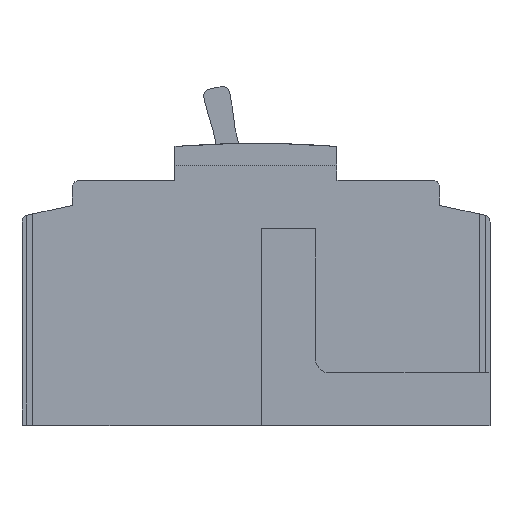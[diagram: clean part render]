
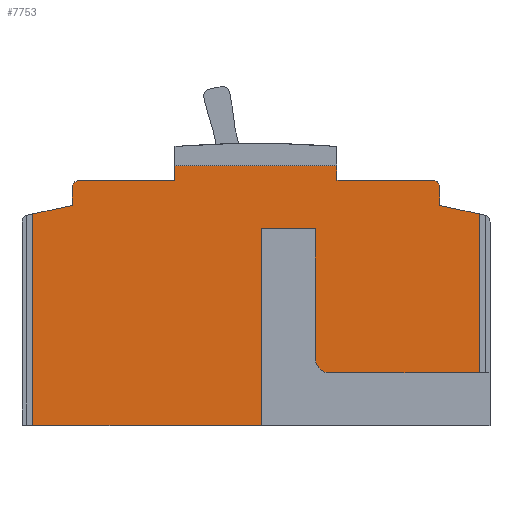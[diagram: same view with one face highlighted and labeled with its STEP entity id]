
A CAD part, top view. The second image highlights one B-rep face of the part: STEP entity #7753.
In plain terms, the highlighted planar face has unit normal (0, 0, 1).
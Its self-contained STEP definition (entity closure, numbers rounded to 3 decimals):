
#25=DIRECTION('',(1.,0.,0.));
#26=VECTOR('',#25,63.5);
#27=CARTESIAN_POINT('',(-62.,0.,37.5));
#28=LINE('',#27,#26);
#2421=DIRECTION('',(0.,1.,0.));
#2422=VECTOR('',#2421,5.);
#2423=CARTESIAN_POINT('',(51.,61.,37.5));
#2424=LINE('',#2423,#2422);
#2497=DIRECTION('',(0.,1.,0.));
#2498=VECTOR('',#2497,58.643);
#2499=CARTESIAN_POINT('',(-62.,0.,37.5));
#2500=LINE('',#2499,#2498);
#2501=DIRECTION('',(-0.978,-0.21,0.));
#2502=VECTOR('',#2501,11.25);
#2503=CARTESIAN_POINT('',(-51.,61.,37.5));
#2504=LINE('',#2503,#2502);
#2505=DIRECTION('',(0.,1.,0.));
#2506=VECTOR('',#2505,5.);
#2507=CARTESIAN_POINT('',(-51.,61.,37.5));
#2508=LINE('',#2507,#2506);
#2509=CARTESIAN_POINT('',(-49.,66.,37.5));
#2510=DIRECTION('',(0.,0.,1.));
#2511=DIRECTION('',(0.,1.,0.));
#2512=AXIS2_PLACEMENT_3D('',#2509,#2510,#2511);
#2514=DIRECTION('',(0.,1.,0.));
#2515=VECTOR('',#2514,4.);
#2516=CARTESIAN_POINT('',(-22.5,68.,37.5));
#2517=LINE('',#2516,#2515);
#2518=CARTESIAN_POINT('',(49.,66.,37.5));
#2519=DIRECTION('',(0.,0.,1.));
#2520=DIRECTION('',(1.,0.,0.));
#2521=AXIS2_PLACEMENT_3D('',#2518,#2519,#2520);
#2523=DIRECTION('',(-0.978,0.21,0.));
#2524=VECTOR('',#2523,11.25);
#2525=CARTESIAN_POINT('',(62.,58.643,37.5));
#2526=LINE('',#2525,#2524);
#2527=DIRECTION('',(0.,1.,0.));
#2528=VECTOR('',#2527,44.143);
#2529=CARTESIAN_POINT('',(62.,14.5,37.5));
#2530=LINE('',#2529,#2528);
#2531=DIRECTION('',(-1.,0.,0.));
#2532=VECTOR('',#2531,41.5);
#2533=CARTESIAN_POINT('',(62.,14.5,37.5));
#2534=LINE('',#2533,#2532);
#2535=CARTESIAN_POINT('',(20.5,18.5,37.5));
#2536=DIRECTION('',(0.,0.,1.));
#2537=DIRECTION('',(-1.,0.,0.));
#2538=AXIS2_PLACEMENT_3D('',#2535,#2536,#2537);
#2540=DIRECTION('',(0.,1.,0.));
#2541=VECTOR('',#2540,36.);
#2542=CARTESIAN_POINT('',(16.5,18.5,37.5));
#2543=LINE('',#2542,#2541);
#2544=DIRECTION('',(-1.,0.,0.));
#2545=VECTOR('',#2544,15.);
#2546=CARTESIAN_POINT('',(16.5,54.5,37.5));
#2547=LINE('',#2546,#2545);
#2548=DIRECTION('',(0.,1.,0.));
#2549=VECTOR('',#2548,54.5);
#2550=CARTESIAN_POINT('',(1.5,0.,37.5));
#2551=LINE('',#2550,#2549);
#2629=DIRECTION('',(1.,0.,0.));
#2630=VECTOR('',#2629,26.5);
#2631=CARTESIAN_POINT('',(-49.,68.,37.5));
#2632=LINE('',#2631,#2630);
#2725=DIRECTION('',(1.,0.,0.));
#2726=VECTOR('',#2725,26.5);
#2727=CARTESIAN_POINT('',(22.5,68.,37.5));
#2728=LINE('',#2727,#2726);
#2838=DIRECTION('',(1.,0.,0.));
#2839=VECTOR('',#2838,45.);
#2840=CARTESIAN_POINT('',(-22.5,72.,37.5));
#2841=LINE('',#2840,#2839);
#2957=DIRECTION('',(0.,1.,0.));
#2958=VECTOR('',#2957,4.);
#2959=CARTESIAN_POINT('',(22.5,68.,37.5));
#2960=LINE('',#2959,#2958);
#3861=CARTESIAN_POINT('',(-22.5,72.,37.5));
#3862=CARTESIAN_POINT('',(22.5,72.,37.5));
#3863=VERTEX_POINT('',#3861);
#3864=VERTEX_POINT('',#3862);
#3870=CARTESIAN_POINT('',(-22.5,68.,37.5));
#3872=VERTEX_POINT('',#3870);
#3873=CARTESIAN_POINT('',(22.5,68.,37.5));
#3874=VERTEX_POINT('',#3873);
#3913=CARTESIAN_POINT('',(51.,66.,37.5));
#3914=VERTEX_POINT('',#3913);
#3915=CARTESIAN_POINT('',(49.,68.,37.5));
#3916=VERTEX_POINT('',#3915);
#3917=CARTESIAN_POINT('',(-49.,68.,37.5));
#3918=CARTESIAN_POINT('',(-51.,66.,37.5));
#3919=VERTEX_POINT('',#3917);
#3920=VERTEX_POINT('',#3918);
#3925=CARTESIAN_POINT('',(-51.,61.,37.5));
#3926=VERTEX_POINT('',#3925);
#3927=CARTESIAN_POINT('',(51.,61.,37.5));
#3928=VERTEX_POINT('',#3927);
#4591=CARTESIAN_POINT('',(-62.,0.,37.5));
#4593=VERTEX_POINT('',#4591);
#4675=CARTESIAN_POINT('',(-62.,58.643,37.5));
#4676=VERTEX_POINT('',#4675);
#4677=CARTESIAN_POINT('',(62.,14.5,37.5));
#4678=CARTESIAN_POINT('',(62.,58.643,37.5));
#4679=VERTEX_POINT('',#4677);
#4680=VERTEX_POINT('',#4678);
#4835=CARTESIAN_POINT('',(1.5,0.,37.5));
#4836=VERTEX_POINT('',#4835);
#4837=CARTESIAN_POINT('',(16.5,18.5,37.5));
#4838=CARTESIAN_POINT('',(20.5,14.5,37.5));
#4839=VERTEX_POINT('',#4837);
#4840=VERTEX_POINT('',#4838);
#4841=CARTESIAN_POINT('',(16.5,54.5,37.5));
#4842=VERTEX_POINT('',#4841);
#4843=CARTESIAN_POINT('',(1.5,54.5,37.5));
#4844=VERTEX_POINT('',#4843);
#7713=CARTESIAN_POINT('',(-65.,0.,37.5));
#7714=DIRECTION('',(0.,0.,1.));
#7715=DIRECTION('',(1.,0.,0.));
#7716=AXIS2_PLACEMENT_3D('',#7713,#7714,#7715);
#7717=PLANE('',#7716);
#7718=ORIENTED_EDGE('',*,*,#5394,.T.);
#7719=ORIENTED_EDGE('',*,*,#5292,.F.);
#7721=ORIENTED_EDGE('',*,*,#7720,.T.);
#7723=ORIENTED_EDGE('',*,*,#7722,.F.);
#7725=ORIENTED_EDGE('',*,*,#7724,.T.);
#7727=ORIENTED_EDGE('',*,*,#7726,.T.);
#7729=ORIENTED_EDGE('',*,*,#7728,.T.);
#7731=ORIENTED_EDGE('',*,*,#7730,.F.);
#7733=ORIENTED_EDGE('',*,*,#7732,.T.);
#7735=ORIENTED_EDGE('',*,*,#7734,.F.);
#7736=ORIENTED_EDGE('',*,*,#7598,.F.);
#7737=ORIENTED_EDGE('',*,*,#6453,.F.);
#7739=ORIENTED_EDGE('',*,*,#7738,.F.);
#7741=ORIENTED_EDGE('',*,*,#7740,.T.);
#7743=ORIENTED_EDGE('',*,*,#7742,.F.);
#7745=ORIENTED_EDGE('',*,*,#7744,.T.);
#7747=ORIENTED_EDGE('',*,*,#7746,.T.);
#7749=ORIENTED_EDGE('',*,*,#7748,.F.);
#7750=ORIENTED_EDGE('',*,*,#5010,.F.);
#7751=EDGE_LOOP('',(#7718,#7719,#7721,#7723,#7725,#7727,#7729,#7731,#7733,#7735,
#7736,#7737,#7739,#7741,#7743,#7745,#7747,#7749,#7750));
#7752=FACE_OUTER_BOUND('',#7751,.F.);
#7753=ADVANCED_FACE('',(#7752),#7717,.T.);
#2513=CIRCLE('',#2512,2.);
#2522=CIRCLE('',#2521,2.);
#2539=CIRCLE('',#2538,4.);
#5010=EDGE_CURVE('',#4593,#4836,#28,.T.);
#5292=EDGE_CURVE('',#3926,#4676,#2504,.T.);
#5394=EDGE_CURVE('',#4593,#4676,#2500,.T.);
#6453=EDGE_CURVE('',#4680,#3928,#2526,.T.);
#7598=EDGE_CURVE('',#3928,#3914,#2424,.T.);
#7720=EDGE_CURVE('',#3926,#3920,#2508,.T.);
#7722=EDGE_CURVE('',#3919,#3920,#2513,.T.);
#7724=EDGE_CURVE('',#3919,#3872,#2632,.T.);
#7726=EDGE_CURVE('',#3872,#3863,#2517,.T.);
#7728=EDGE_CURVE('',#3863,#3864,#2841,.T.);
#7730=EDGE_CURVE('',#3874,#3864,#2960,.T.);
#7732=EDGE_CURVE('',#3874,#3916,#2728,.T.);
#7734=EDGE_CURVE('',#3914,#3916,#2522,.T.);
#7738=EDGE_CURVE('',#4679,#4680,#2530,.T.);
#7740=EDGE_CURVE('',#4679,#4840,#2534,.T.);
#7742=EDGE_CURVE('',#4839,#4840,#2539,.T.);
#7744=EDGE_CURVE('',#4839,#4842,#2543,.T.);
#7746=EDGE_CURVE('',#4842,#4844,#2547,.T.);
#7748=EDGE_CURVE('',#4836,#4844,#2551,.T.);
